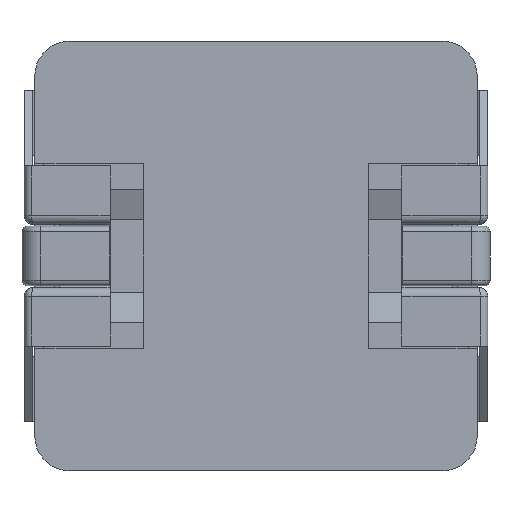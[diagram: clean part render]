
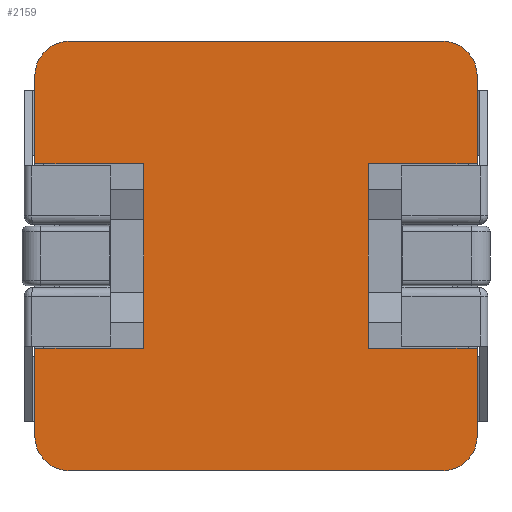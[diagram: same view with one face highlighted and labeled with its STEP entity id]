
A CAD part, front view. The second image highlights one B-rep face of the part: STEP entity #2159.
In plain terms, the highlighted planar face has unit normal (0, -1, 0).
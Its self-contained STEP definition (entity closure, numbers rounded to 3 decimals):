
#6 = LINE ( 'NONE', #2771, #3890 ) ;
#51 = VERTEX_POINT ( 'NONE', #2339 ) ;
#114 = AXIS2_PLACEMENT_3D ( 'NONE', #334, #5276, #5262 ) ;
#133 = VERTEX_POINT ( 'NONE', #3358 ) ;
#147 = VECTOR ( 'NONE', #4931, 1000. ) ;
#284 = LINE ( 'NONE', #1735, #5847 ) ;
#303 = EDGE_CURVE ( 'NONE', #2884, #5713, #284, .T. ) ;
#331 = EDGE_CURVE ( 'NONE', #1048, #3469, #4572, .T. ) ;
#334 = CARTESIAN_POINT ( 'NONE',  ( 0., -3.705, 0. ) ) ;
#431 = LINE ( 'NONE', #957, #2188 ) ;
#439 = VERTEX_POINT ( 'NONE', #4539 ) ;
#818 = CARTESIAN_POINT ( 'NONE',  ( -5.15, -3.705, 5. ) ) ;
#918 = DIRECTION ( 'NONE',  ( 0., 0., 1. ) ) ;
#941 = AXIS2_PLACEMENT_3D ( 'NONE', #1116, #1013, #982 ) ;
#957 = CARTESIAN_POINT ( 'NONE',  ( 5.15, -3.705, 5. ) ) ;
#982 = DIRECTION ( 'NONE',  ( 0., 0., -1. ) ) ;
#1013 = DIRECTION ( 'NONE',  ( 0., -1., 0. ) ) ;
#1048 = VERTEX_POINT ( 'NONE', #6247 ) ;
#1116 = CARTESIAN_POINT ( 'NONE',  ( 4.35, -3.705, -4.2 ) ) ;
#1321 = ORIENTED_EDGE ( 'NONE', *, *, #4465, .T. ) ;
#1389 = DIRECTION ( 'NONE',  ( 0., 0., 1. ) ) ;
#1735 = CARTESIAN_POINT ( 'NONE',  ( -5.15, -3.705, -5. ) ) ;
#1755 = DIRECTION ( 'NONE',  ( 1., 0., 0. ) ) ;
#1841 = EDGE_CURVE ( 'NONE', #133, #6852, #1968, .T. ) ;
#1907 = VECTOR ( 'NONE', #1389, 1000. ) ;
#1968 = CIRCLE ( 'NONE', #6103, 0.8 ) ;
#1973 = ORIENTED_EDGE ( 'NONE', *, *, #6412, .F. ) ;
#2017 = VECTOR ( 'NONE', #2518, 1000. ) ;
#2087 = VECTOR ( 'NONE', #3279, 1000. ) ;
#2159 = ADVANCED_FACE ( 'NONE', ( #5957 ), #8521, .T. ) ;
#2169 = CARTESIAN_POINT ( 'NONE',  ( 5.15, -3.705, 2.15 ) ) ;
#2188 = VECTOR ( 'NONE', #4877, 1000. ) ;
#2224 = VERTEX_POINT ( 'NONE', #6328 ) ;
#2258 = AXIS2_PLACEMENT_3D ( 'NONE', #4680, #3955, #3914 ) ;
#2285 = EDGE_CURVE ( 'NONE', #51, #7127, #6, .T. ) ;
#2294 = CARTESIAN_POINT ( 'NONE',  ( 2.62, -3.705, -2.15 ) ) ;
#2339 = CARTESIAN_POINT ( 'NONE',  ( -2.62, -3.705, -2.15 ) ) ;
#2364 = EDGE_CURVE ( 'NONE', #2224, #6016, #9018, .T. ) ;
#2518 = DIRECTION ( 'NONE',  ( 0., 0., -1. ) ) ;
#2520 = EDGE_CURVE ( 'NONE', #133, #6016, #7956, .T. ) ;
#2648 = VERTEX_POINT ( 'NONE', #2294 ) ;
#2677 = ORIENTED_EDGE ( 'NONE', *, *, #2983, .T. ) ;
#2771 = CARTESIAN_POINT ( 'NONE',  ( -4.94, -3.705, -2.15 ) ) ;
#2884 = VERTEX_POINT ( 'NONE', #8116 ) ;
#2913 = EDGE_CURVE ( 'NONE', #8091, #9299, #5277, .T. ) ;
#2958 = ORIENTED_EDGE ( 'NONE', *, *, #3253, .F. ) ;
#2983 = EDGE_CURVE ( 'NONE', #7661, #5713, #3037, .T. ) ;
#3037 = CIRCLE ( 'NONE', #5863, 0.8 ) ;
#3216 = CARTESIAN_POINT ( 'NONE',  ( 4.94, -3.705, -2.15 ) ) ;
#3253 = EDGE_CURVE ( 'NONE', #2224, #5005, #431, .T. ) ;
#3279 = DIRECTION ( 'NONE',  ( 0., 0., 1. ) ) ;
#3282 = EDGE_LOOP ( 'NONE', ( #5503, #9410, #4844, #7029, #6225, #9323, #1973, #2677, #7193, #4096, #3454, #3950, #1321, #7019, #2958, #4501 ) ) ;
#3358 = CARTESIAN_POINT ( 'NONE',  ( -4.35, -3.705, 5. ) ) ;
#3454 = ORIENTED_EDGE ( 'NONE', *, *, #331, .F. ) ;
#3469 = VERTEX_POINT ( 'NONE', #6902 ) ;
#3890 = VECTOR ( 'NONE', #7294, 1000. ) ;
#3914 = DIRECTION ( 'NONE',  ( 0., 0., -1. ) ) ;
#3950 = ORIENTED_EDGE ( 'NONE', *, *, #8669, .F. ) ;
#3955 = DIRECTION ( 'NONE',  ( 0., -1., 0. ) ) ;
#3966 = LINE ( 'NONE', #4938, #2087 ) ;
#4096 = ORIENTED_EDGE ( 'NONE', *, *, #4569, .T. ) ;
#4165 = CARTESIAN_POINT ( 'NONE',  ( -5.15, -3.705, 4.2 ) ) ;
#4264 = CARTESIAN_POINT ( 'NONE',  ( -2.62, -3.705, -2.15 ) ) ;
#4465 = EDGE_CURVE ( 'NONE', #2648, #439, #3966, .T. ) ;
#4501 = ORIENTED_EDGE ( 'NONE', *, *, #2364, .T. ) ;
#4504 = CARTESIAN_POINT ( 'NONE',  ( -2.62, -3.705, 2.15 ) ) ;
#4539 = CARTESIAN_POINT ( 'NONE',  ( 2.62, -3.705, 2.15 ) ) ;
#4569 = EDGE_CURVE ( 'NONE', #2884, #3469, #6417, .T. ) ;
#4572 = LINE ( 'NONE', #5368, #2017 ) ;
#4597 = LINE ( 'NONE', #6679, #8591 ) ;
#4680 = CARTESIAN_POINT ( 'NONE',  ( 4.35, -3.705, 4.2 ) ) ;
#4844 = ORIENTED_EDGE ( 'NONE', *, *, #5190, .F. ) ;
#4877 = DIRECTION ( 'NONE',  ( 0., 0., -1. ) ) ;
#4931 = DIRECTION ( 'NONE',  ( 0., 0., 1. ) ) ;
#4937 = CARTESIAN_POINT ( 'NONE',  ( -4.35, -3.705, -5. ) ) ;
#4938 = CARTESIAN_POINT ( 'NONE',  ( 2.62, -3.705, -2.15 ) ) ;
#5005 = VERTEX_POINT ( 'NONE', #7484 ) ;
#5190 = EDGE_CURVE ( 'NONE', #8091, #6852, #9500, .T. ) ;
#5216 = DIRECTION ( 'NONE',  ( 0., 0., -1. ) ) ;
#5262 = DIRECTION ( 'NONE',  ( 0., 0., -1. ) ) ;
#5276 = DIRECTION ( 'NONE',  ( 0., -1., 0. ) ) ;
#5277 = LINE ( 'NONE', #5924, #9285 ) ;
#5368 = CARTESIAN_POINT ( 'NONE',  ( 5.15, -3.705, 5. ) ) ;
#5380 = LINE ( 'NONE', #2169, #7613 ) ;
#5391 = EDGE_CURVE ( 'NONE', #5005, #439, #5380, .T. ) ;
#5477 = DIRECTION ( 'NONE',  ( 1., 0., 0. ) ) ;
#5503 = ORIENTED_EDGE ( 'NONE', *, *, #2520, .F. ) ;
#5526 = EDGE_CURVE ( 'NONE', #51, #9299, #5730, .T. ) ;
#5713 = VERTEX_POINT ( 'NONE', #4937 ) ;
#5730 = LINE ( 'NONE', #4264, #147 ) ;
#5847 = VECTOR ( 'NONE', #6064, 1000. ) ;
#5863 = AXIS2_PLACEMENT_3D ( 'NONE', #6055, #8794, #5216 ) ;
#5900 = DIRECTION ( 'NONE',  ( 1., 0., 0. ) ) ;
#5924 = CARTESIAN_POINT ( 'NONE',  ( -5.15, -3.705, 2.15 ) ) ;
#5957 = FACE_OUTER_BOUND ( 'NONE', #3282, .T. ) ;
#6016 = VERTEX_POINT ( 'NONE', #8981 ) ;
#6055 = CARTESIAN_POINT ( 'NONE',  ( -4.35, -3.705, -4.2 ) ) ;
#6064 = DIRECTION ( 'NONE',  ( -1., 0., 0. ) ) ;
#6103 = AXIS2_PLACEMENT_3D ( 'NONE', #7733, #6720, #7380 ) ;
#6178 = VECTOR ( 'NONE', #5900, 1000. ) ;
#6225 = ORIENTED_EDGE ( 'NONE', *, *, #5526, .F. ) ;
#6247 = CARTESIAN_POINT ( 'NONE',  ( 5.15, -3.705, -2.15 ) ) ;
#6256 = CARTESIAN_POINT ( 'NONE',  ( -5.15, -3.705, 2.15 ) ) ;
#6298 = CARTESIAN_POINT ( 'NONE',  ( -5.15, -3.705, -4.2 ) ) ;
#6328 = CARTESIAN_POINT ( 'NONE',  ( 5.15, -3.705, 4.2 ) ) ;
#6412 = EDGE_CURVE ( 'NONE', #7661, #7127, #4597, .T. ) ;
#6417 = CIRCLE ( 'NONE', #941, 0.8 ) ;
#6679 = CARTESIAN_POINT ( 'NONE',  ( -5.15, -3.705, 5. ) ) ;
#6720 = DIRECTION ( 'NONE',  ( 0., -1., 0. ) ) ;
#6852 = VERTEX_POINT ( 'NONE', #4165 ) ;
#6902 = CARTESIAN_POINT ( 'NONE',  ( 5.15, -3.705, -4.2 ) ) ;
#6965 = CARTESIAN_POINT ( 'NONE',  ( -5.15, -3.705, -2.15 ) ) ;
#7019 = ORIENTED_EDGE ( 'NONE', *, *, #5391, .F. ) ;
#7029 = ORIENTED_EDGE ( 'NONE', *, *, #2913, .T. ) ;
#7074 = VECTOR ( 'NONE', #1755, 1000. ) ;
#7127 = VERTEX_POINT ( 'NONE', #6965 ) ;
#7193 = ORIENTED_EDGE ( 'NONE', *, *, #303, .F. ) ;
#7294 = DIRECTION ( 'NONE',  ( -1., 0., 0. ) ) ;
#7380 = DIRECTION ( 'NONE',  ( 0., 0., -1. ) ) ;
#7484 = CARTESIAN_POINT ( 'NONE',  ( 5.15, -3.705, 2.15 ) ) ;
#7613 = VECTOR ( 'NONE', #7627, 1000. ) ;
#7627 = DIRECTION ( 'NONE',  ( -1., 0., 0. ) ) ;
#7661 = VERTEX_POINT ( 'NONE', #6298 ) ;
#7733 = CARTESIAN_POINT ( 'NONE',  ( -4.35, -3.705, 4.2 ) ) ;
#7812 = CARTESIAN_POINT ( 'NONE',  ( -5.15, -3.705, 5. ) ) ;
#7956 = LINE ( 'NONE', #7812, #6178 ) ;
#8091 = VERTEX_POINT ( 'NONE', #6256 ) ;
#8116 = CARTESIAN_POINT ( 'NONE',  ( 4.35, -3.705, -5. ) ) ;
#8521 = PLANE ( 'NONE',  #114 ) ;
#8591 = VECTOR ( 'NONE', #918, 1000. ) ;
#8669 = EDGE_CURVE ( 'NONE', #2648, #1048, #9087, .T. ) ;
#8794 = DIRECTION ( 'NONE',  ( 0., -1., 0. ) ) ;
#8981 = CARTESIAN_POINT ( 'NONE',  ( 4.35, -3.705, 5. ) ) ;
#9018 = CIRCLE ( 'NONE', #2258, 0.8 ) ;
#9087 = LINE ( 'NONE', #3216, #7074 ) ;
#9285 = VECTOR ( 'NONE', #5477, 1000. ) ;
#9299 = VERTEX_POINT ( 'NONE', #4504 ) ;
#9323 = ORIENTED_EDGE ( 'NONE', *, *, #2285, .T. ) ;
#9410 = ORIENTED_EDGE ( 'NONE', *, *, #1841, .T. ) ;
#9500 = LINE ( 'NONE', #818, #1907 ) ;
